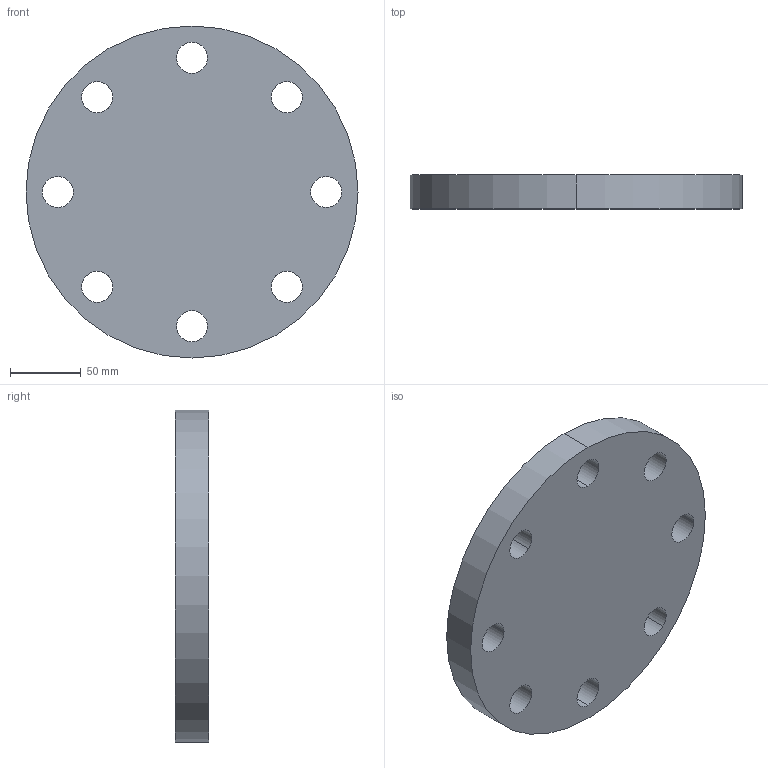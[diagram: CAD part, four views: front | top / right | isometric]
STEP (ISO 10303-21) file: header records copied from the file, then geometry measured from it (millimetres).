
FILE_DESCRIPTION (( 'STEP AP203' ), '1' );
FILE_NAME ('3D_R184_PN40_DN100_176550380_176550620.STEP', '2024-07-09T07:43:03', ( '' ), ( '' ), 'SwSTEP 2.0', 'SolidWorks 2024', '' );
FILE_SCHEMA (( 'CONFIG_CONTROL_DESIGN' ));
Length unit declared in the file: millimetre
Products named in the file (1): 3D_R184_PN40_DN100_176550380_176550620
Bounding box: 235 x 24 x 235 mm (x, y, z)
Volume: 967981.2 mm3; surface area: 111653.8 mm2
Topology: 1 solids, 1 shells, 20 faces, 54 edges, 36 vertices
Faces by surface type: cylinder 18, plane 2
Entity records: 763 total; most frequent: DIRECTION 132, CARTESIAN_POINT 111, ORIENTED_EDGE 108, AXIS2_PLACEMENT_3D 57, EDGE_CURVE 54, CIRCLE 36, EDGE_LOOP 36, VERTEX_POINT 36
